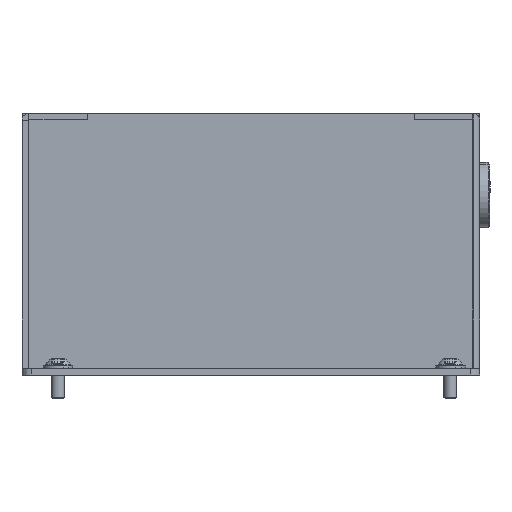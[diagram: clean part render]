
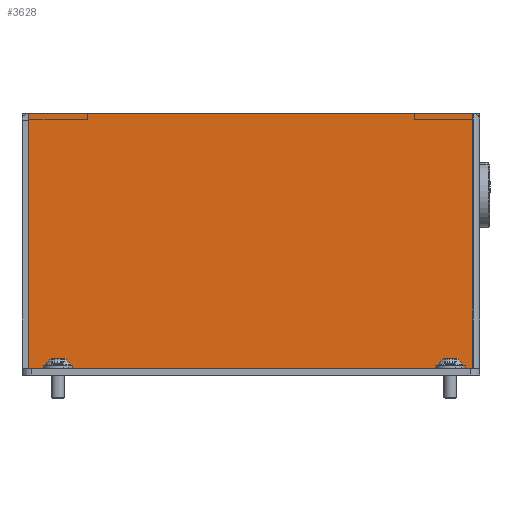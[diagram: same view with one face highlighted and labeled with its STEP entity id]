
A CAD part, left-side view. The second image highlights one B-rep face of the part: STEP entity #3628.
In plain terms, the highlighted face is planar.
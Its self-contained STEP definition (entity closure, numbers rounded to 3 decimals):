
#660 = ORIENTED_EDGE ( 'NONE', *, *, #1748, .T. ) ;
#788 = LINE ( 'NONE', #3155, #2159 ) ;
#1357 = EDGE_LOOP ( 'NONE', ( #6060, #660, #7049, #6019 ) ) ;
#1401 = DIRECTION ( 'NONE',  ( 0., 0., -1. ) ) ;
#1567 = CARTESIAN_POINT ( 'NONE',  ( 237., 0., 0. ) ) ;
#1642 = VERTEX_POINT ( 'NONE', #5757 ) ;
#1748 = EDGE_CURVE ( 'NONE', #6200, #1642, #788, .T. ) ;
#1802 = LINE ( 'NONE', #1567, #5348 ) ;
#2159 = VECTOR ( 'NONE', #1401, 1000. ) ;
#2805 = CARTESIAN_POINT ( 'NONE',  ( 237., 137.999, 80. ) ) ;
#2876 = VECTOR ( 'NONE', #5070, 1000. ) ;
#2957 = CARTESIAN_POINT ( 'NONE',  ( 237., 0., 80. ) ) ;
#3080 = VECTOR ( 'NONE', #6401, 1000. ) ;
#3118 = DIRECTION ( 'NONE',  ( 0., -1., 0. ) ) ;
#3155 = CARTESIAN_POINT ( 'NONE',  ( 237., 2.1, 80. ) ) ;
#3187 = CARTESIAN_POINT ( 'NONE',  ( 237., 137.999, 77.9 ) ) ;
#3454 = EDGE_CURVE ( 'NONE', #1642, #4842, #1802, .T. ) ;
#3628 = ADVANCED_FACE ( 'NONE', ( #5606 ), #3971, .F. ) ;
#3971 = PLANE ( 'NONE',  #6393 ) ;
#4681 = EDGE_CURVE ( 'NONE', #6200, #5881, #4757, .T. ) ;
#4692 = CARTESIAN_POINT ( 'NONE',  ( 237., 2.1, 77.9 ) ) ;
#4757 = LINE ( 'NONE', #4692, #3080 ) ;
#4842 = VERTEX_POINT ( 'NONE', #7090 ) ;
#5070 = DIRECTION ( 'NONE',  ( 0., 0., -1. ) ) ;
#5348 = VECTOR ( 'NONE', #5629, 1000. ) ;
#5606 = FACE_OUTER_BOUND ( 'NONE', #1357, .T. ) ;
#5629 = DIRECTION ( 'NONE',  ( 0., 1., 0. ) ) ;
#5757 = CARTESIAN_POINT ( 'NONE',  ( 237., 2.1, 0. ) ) ;
#5861 = CARTESIAN_POINT ( 'NONE',  ( 237., 2.1, 77.9 ) ) ;
#5879 = LINE ( 'NONE', #2805, #2876 ) ;
#5881 = VERTEX_POINT ( 'NONE', #3187 ) ;
#6019 = ORIENTED_EDGE ( 'NONE', *, *, #7328, .F. ) ;
#6060 = ORIENTED_EDGE ( 'NONE', *, *, #4681, .F. ) ;
#6200 = VERTEX_POINT ( 'NONE', #5861 ) ;
#6393 = AXIS2_PLACEMENT_3D ( 'NONE', #2957, #6520, #3118 ) ;
#6401 = DIRECTION ( 'NONE',  ( 0., 1., 0. ) ) ;
#6520 = DIRECTION ( 'NONE',  ( -1., 0., 0. ) ) ;
#7049 = ORIENTED_EDGE ( 'NONE', *, *, #3454, .T. ) ;
#7090 = CARTESIAN_POINT ( 'NONE',  ( 237., 137.999, 0. ) ) ;
#7328 = EDGE_CURVE ( 'NONE', #5881, #4842, #5879, .T. ) ;
